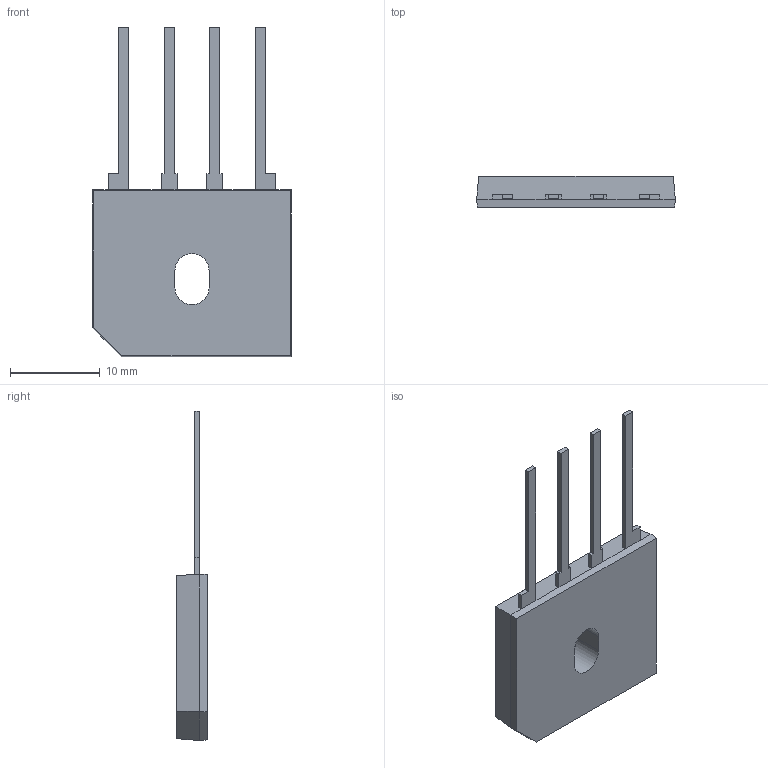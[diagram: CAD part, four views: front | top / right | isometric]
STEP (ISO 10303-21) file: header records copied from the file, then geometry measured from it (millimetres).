
FILE_DESCRIPTION (( 'STEP AP214' ), '1' );
FILE_NAME ('Áã¼þ14.STEP', '2020-04-01T06:30:43', ( 'Vishay' ), ( '' ), 'SwSTEP 2.0', 'SolidWorks 2016', '' );
FILE_SCHEMA (( 'AUTOMOTIVE_DESIGN' ));
Length unit declared in the file: millimetre
Products named in the file (1): 錨璃14
Bounding box: 22.1 x 3.43 x 36.62 mm (x, y, z)
Volume: 1344.1 mm3; surface area: 1325.5 mm2
Topology: 1 solids, 1 shells, 51 faces, 134 edges, 85 vertices
Faces by surface type: plane 48, cylinder 3
Entity records: 1700 total; most frequent: CARTESIAN_POINT 271, ORIENTED_EDGE 268, DIRECTION 244, EDGE_CURVE 134, VECTOR 128, LINE 128, VERTEX_POINT 85, AXIS2_PLACEMENT_3D 58
